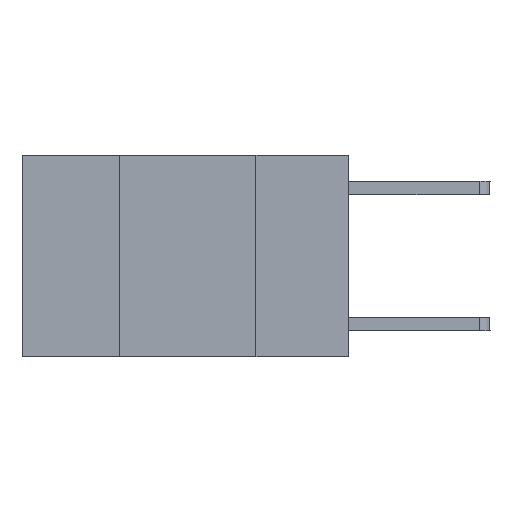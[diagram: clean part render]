
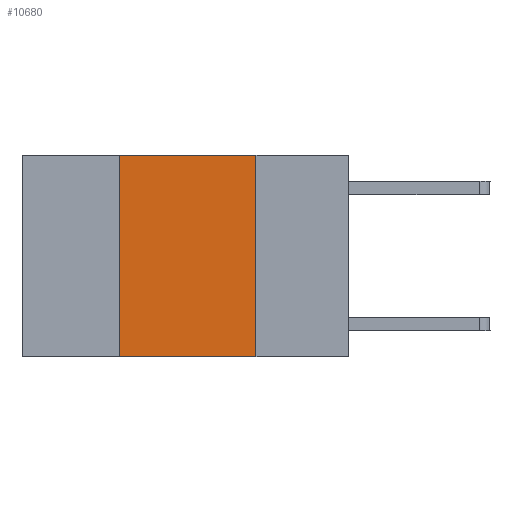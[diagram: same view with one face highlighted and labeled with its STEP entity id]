
A CAD part, left-side view. The second image highlights one B-rep face of the part: STEP entity #10680.
In plain terms, the highlighted planar face has unit normal (-1, 0, 0).
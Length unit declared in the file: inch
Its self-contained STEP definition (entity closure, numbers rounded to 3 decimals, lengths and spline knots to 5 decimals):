
#655 = DIRECTION ( 'NONE',  ( 0., 0., -1. ) ) ;
#680 = AXIS2_PLACEMENT_3D ( 'NONE', #12356, #7462, #655 ) ;
#972 = VERTEX_POINT ( 'NONE', #6300 ) ;
#1070 = CARTESIAN_POINT ( 'NONE',  ( 0., 0.42, 0. ) ) ;
#1370 = EDGE_CURVE ( 'NONE', #10347, #8998, #2903, .T. ) ;
#1499 = LINE ( 'NONE', #2456, #10740 ) ;
#1589 = ORIENTED_EDGE ( 'NONE', *, *, #1974, .F. ) ;
#1764 = CARTESIAN_POINT ( 'NONE',  ( 0., 0.6, 0. ) ) ;
#1854 = EDGE_CURVE ( 'NONE', #8998, #9930, #5739, .T. ) ;
#1974 = EDGE_CURVE ( 'NONE', #9930, #972, #1499, .T. ) ;
#1984 = VECTOR ( 'NONE', #9724, 39.37008 ) ;
#2456 = CARTESIAN_POINT ( 'NONE',  ( 0., 0.17, 0. ) ) ;
#2616 = ORIENTED_EDGE ( 'NONE', *, *, #10488, .T. ) ;
#2903 = LINE ( 'NONE', #1070, #1984 ) ;
#2943 = DIRECTION ( 'NONE',  ( 0., -1., 0. ) ) ;
#3133 = LINE ( 'NONE', #10916, #8418 ) ;
#3503 = PLANE ( 'NONE',  #680 ) ;
#4192 = ORIENTED_EDGE ( 'NONE', *, *, #1370, .F. ) ;
#5739 = LINE ( 'NONE', #1764, #9303 ) ;
#6300 = CARTESIAN_POINT ( 'NONE',  ( 0., 0.17, -0.37 ) ) ;
#6383 = DIRECTION ( 'NONE',  ( 0., 0., -1. ) ) ;
#6934 = EDGE_LOOP ( 'NONE', ( #1589, #11346, #4192, #2616 ) ) ;
#7462 = DIRECTION ( 'NONE',  ( 1., 0., 0. ) ) ;
#8418 = VECTOR ( 'NONE', #2943, 39.37008 ) ;
#8998 = VERTEX_POINT ( 'NONE', #9645 ) ;
#9303 = VECTOR ( 'NONE', #11433, 39.37008 ) ;
#9645 = CARTESIAN_POINT ( 'NONE',  ( 0., 0.42, 0. ) ) ;
#9669 = CARTESIAN_POINT ( 'NONE',  ( 0., 0.17, 0. ) ) ;
#9724 = DIRECTION ( 'NONE',  ( 0., 0., 1. ) ) ;
#9930 = VERTEX_POINT ( 'NONE', #9669 ) ;
#10347 = VERTEX_POINT ( 'NONE', #11497 ) ;
#10488 = EDGE_CURVE ( 'NONE', #10347, #972, #3133, .T. ) ;
#10533 = FACE_OUTER_BOUND ( 'NONE', #6934, .T. ) ;
#10680 = ADVANCED_FACE ( 'NONE', ( #10533 ), #3503, .F. ) ;
#10740 = VECTOR ( 'NONE', #6383, 39.37008 ) ;
#10916 = CARTESIAN_POINT ( 'NONE',  ( 0., 0.6, -0.37 ) ) ;
#11346 = ORIENTED_EDGE ( 'NONE', *, *, #1854, .F. ) ;
#11433 = DIRECTION ( 'NONE',  ( 0., -1., 0. ) ) ;
#11497 = CARTESIAN_POINT ( 'NONE',  ( 0., 0.42, -0.37 ) ) ;
#12356 = CARTESIAN_POINT ( 'NONE',  ( 0., 0.6, 0. ) ) ;
